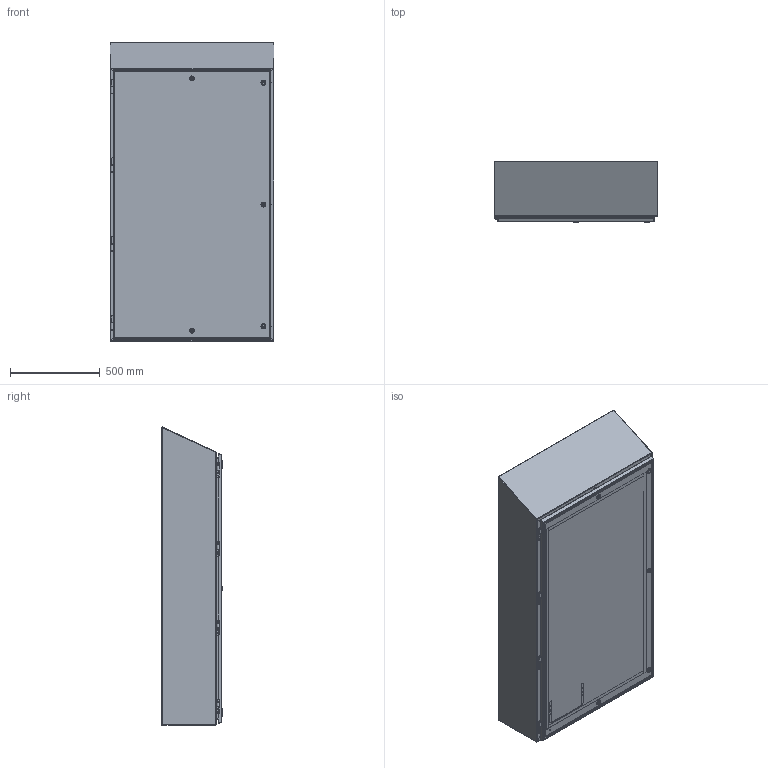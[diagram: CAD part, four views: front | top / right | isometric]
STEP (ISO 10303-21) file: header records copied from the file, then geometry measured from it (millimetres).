
FILE_DESCRIPTION (( 'STEP AP214' ), '1' );
FILE_NAME ('HWST603612SS.STEP', '2020-11-23T23:05:41', ( '' ), ( '' ), 'SwSTEP 2.0', 'SolidWorks 2019', '' );
FILE_SCHEMA (( 'AUTOMOTIVE_DESIGN' ));
Length unit declared in the file: inch
Products named in the file (1): HWST603612SS
Bounding box: 914.4 x 339.6 x 1664.85 mm (x, y, z)
Volume: 9522841.2 mm3; surface area: 10563294.5 mm2
Topology: 86 solids, 87 shells, 2051 faces, 4812 edges, 3013 vertices
Faces by surface type: plane 1256, cylinder 559, bspline 171, cone 65
Full cylindrical faces by diameter (mm): 3.307 x2, 4.166 x2, 4.917 x16, 5 x5, 5.74 x16, 6 x13, 6.096 x16, 6.1 x8, 6.35 x4, 6.985 x8, 7.937 x1, 7.938 x1, 8.433 x8, 9.347 x2, 9.525 x8, 9.83 x10, 12.7 x14, 13.335 x5, 15.875 x13, 16.002 x5, 16.51 x8, 19.5 x5, 19.939 x5, 27.94 x5, 88.9 x1
Entity records: 91959 total; most frequent: CARTESIAN_POINT 19723, ORIENTED_EDGE 8918, DIRECTION 8730, EDGE_CURVE 4459, AXIS2_PLACEMENT_3D 2964, VERTEX_POINT 2932, LINE 2802, VECTOR 2802
